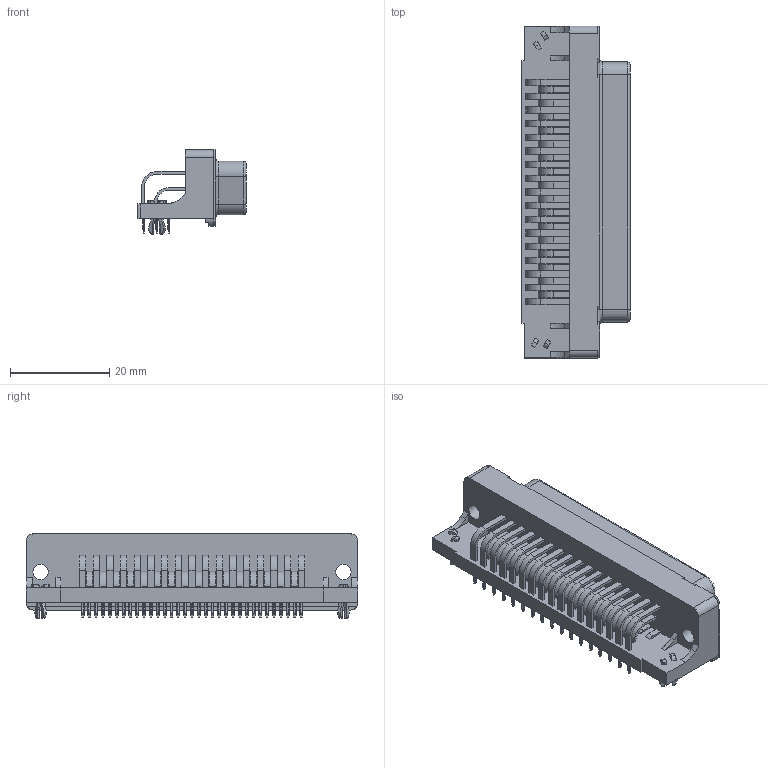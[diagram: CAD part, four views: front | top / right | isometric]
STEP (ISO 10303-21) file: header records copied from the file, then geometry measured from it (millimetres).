
FILE_DESCRIPTION(/* description */ (''),/* implementation_level */ '2;1');
FILE_NAME(/* name */ '100706308ugm000_b.stp',/* time_stamp */ '2018-02-13T07:57:43+01:00',/* author */ (''),/* organization */ (''),/* preprocessor_version */ 'ST-DEVELOPER v16',/* originating_system */ 'SIEMENS PLM Software NX 10.0',/* authorisation */ '');
FILE_SCHEMA (('AUTOMOTIVE_DESIGN { 1 0 10303 214 3 1 1 1 }'));
Length unit declared in the file: millimetre
Products named in the file (1): 100706308ugm000_b
Bounding box: 21.83 x 67 x 17 mm (x, y, z)
Volume: 11133.2 mm3; surface area: 8604 mm2
Topology: 1 solids, 1 shells, 1701 faces, 4509 edges, 2873 vertices
Faces by surface type: plane 893, cylinder 534, cone 106, sphere 100, torus 68
Full cylindrical faces by diameter (mm): 1.2 x50, 2 x50, 3.12 x2
Entity records: 62050 total; most frequent: DIRECTION 8889, CARTESIAN_POINT 8698, ORIENTED_EDGE 8306, EDGE_CURVE 4153, AXIS2_PLACEMENT_3D 3040, LINE 2809, VECTOR 2809, VERTEX_POINT 2770
